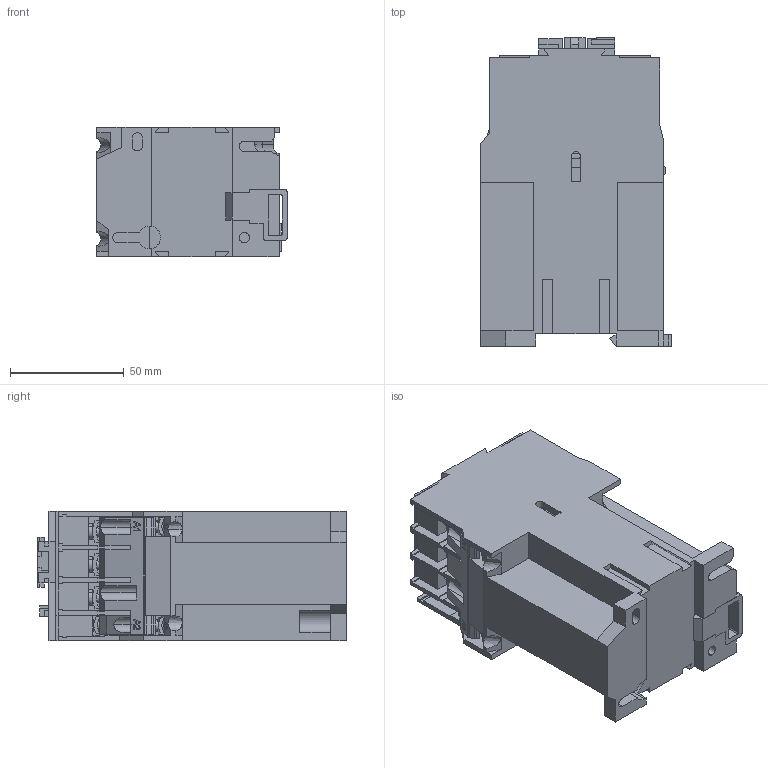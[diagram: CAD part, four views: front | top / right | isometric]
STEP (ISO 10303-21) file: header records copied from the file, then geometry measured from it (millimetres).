
FILE_DESCRIPTION (( 'STEP AP214' ), '1' );
FILE_NAME ('KMD21-032-024-10 Êîíòàêòîð ÊÌÈï-23210 32À 24Â_ÀÑ3 1ÍÎ ÈÝÊ.STEP', '2017-12-27T12:58:24', ( '' ), ( '' ), 'SwSTEP 2.0', 'SolidWorks 2014', '' );
FILE_SCHEMA (( 'AUTOMOTIVE_DESIGN' ));
Length unit declared in the file: millimetre
Products named in the file (1): KMD21-032-024-10 Êîíòàêòîð ÊÌÈï-23210 32À 24Â_ÀÑ3 1ÍÎ ÈÝÊ
Bounding box: 83.5 x 135.5 x 57 mm (x, y, z)
Volume: 444329.7 mm3; surface area: 70898 mm2
Topology: 1 solids, 1 shells, 1649 faces, 4732 edges, 3117 vertices
Faces by surface type: plane 1242, bspline 187, cylinder 181, torus 39
Entity records: 64034 total; most frequent: CARTESIAN_POINT 22191, ORIENTED_EDGE 9464, DIRECTION 7446, EDGE_CURVE 4732, VECTOR 3686, LINE 3686, VERTEX_POINT 3117, AXIS2_PLACEMENT_3D 1880
